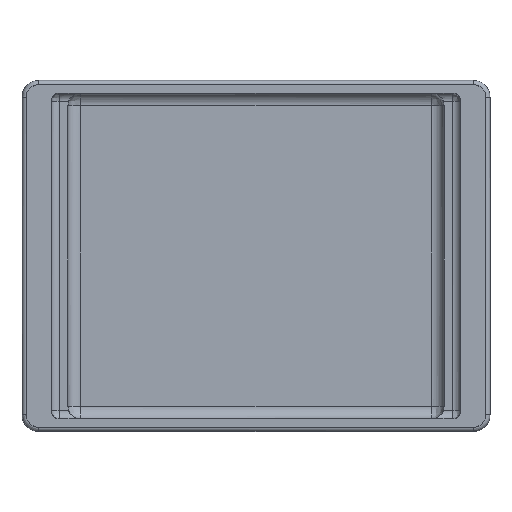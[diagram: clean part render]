
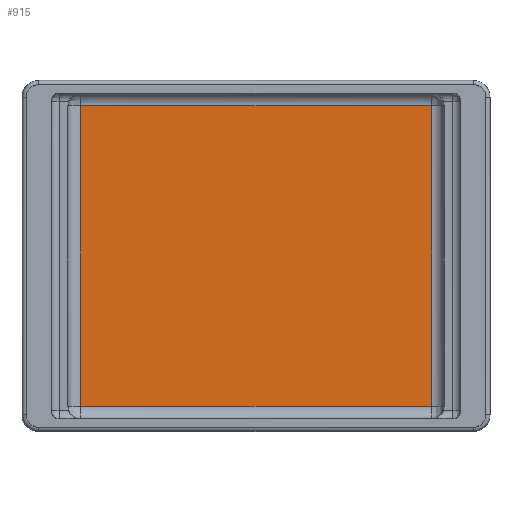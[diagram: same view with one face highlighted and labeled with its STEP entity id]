
A CAD part, top view. The second image highlights one B-rep face of the part: STEP entity #915.
In plain terms, the highlighted planar face has unit normal (0, 0, 1).
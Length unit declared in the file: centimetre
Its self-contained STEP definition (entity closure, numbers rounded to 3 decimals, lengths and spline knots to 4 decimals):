
#78=B_SPLINE_CURVE_WITH_KNOTS('',1,(#2707,#2708),.UNSPECIFIED.,.F.,.F.,
(2,2),(15.,375.),.UNSPECIFIED.);
#79=B_SPLINE_CURVE_WITH_KNOTS('',1,(#2709,#2710),.UNSPECIFIED.,.F.,.F.,
(2,2),(15.,435.),.UNSPECIFIED.);
#80=B_SPLINE_CURVE_WITH_KNOTS('',1,(#2711,#2712),.UNSPECIFIED.,.F.,.F.,
(2,2),(15.,375.),.UNSPECIFIED.);
#81=B_SPLINE_CURVE_WITH_KNOTS('',1,(#2713,#2714),.UNSPECIFIED.,.F.,.F.,
(2,2),(15.,435.),.UNSPECIFIED.);
#167=PLANE('',#2158);
#915=ADVANCED_FACE('',(#980),#167,.T.);
#980=FACE_OUTER_BOUND('',#1045,.T.);
#1045=EDGE_LOOP('',(#1178,#1179,#1180,#1181));
#1178=ORIENTED_EDGE('',*,*,#1454,.T.);
#1179=ORIENTED_EDGE('',*,*,#1455,.T.);
#1180=ORIENTED_EDGE('',*,*,#1456,.T.);
#1181=ORIENTED_EDGE('',*,*,#1457,.T.);
#1454=EDGE_CURVE('',#1882,#1883,#78,.T.);
#1455=EDGE_CURVE('',#1883,#1884,#79,.T.);
#1456=EDGE_CURVE('',#1884,#1885,#80,.T.);
#1457=EDGE_CURVE('',#1885,#1882,#81,.T.);
#1882=VERTEX_POINT('',#2703);
#1883=VERTEX_POINT('',#2704);
#1884=VERTEX_POINT('',#2705);
#1885=VERTEX_POINT('',#2706);
#2158=AXIS2_PLACEMENT_3D('',#2702,#2213,$);
#2213=DIRECTION('',(0.,0.,1.));
#2702=CARTESIAN_POINT('',(22.5,1.5,0.5));
#2703=CARTESIAN_POINT('',(-21.,39.,0.5));
#2704=CARTESIAN_POINT('',(-21.,3.,0.5));
#2705=CARTESIAN_POINT('',(21.,3.,0.5));
#2706=CARTESIAN_POINT('',(21.,39.,0.5));
#2707=CARTESIAN_POINT('',(-21.,39.,0.5));
#2708=CARTESIAN_POINT('',(-21.,3.,0.5));
#2709=CARTESIAN_POINT('',(-21.,3.,0.5));
#2710=CARTESIAN_POINT('',(21.,3.,0.5));
#2711=CARTESIAN_POINT('',(21.,3.,0.5));
#2712=CARTESIAN_POINT('',(21.,39.,0.5));
#2713=CARTESIAN_POINT('',(21.,39.,0.5));
#2714=CARTESIAN_POINT('',(-21.,39.,0.5));
